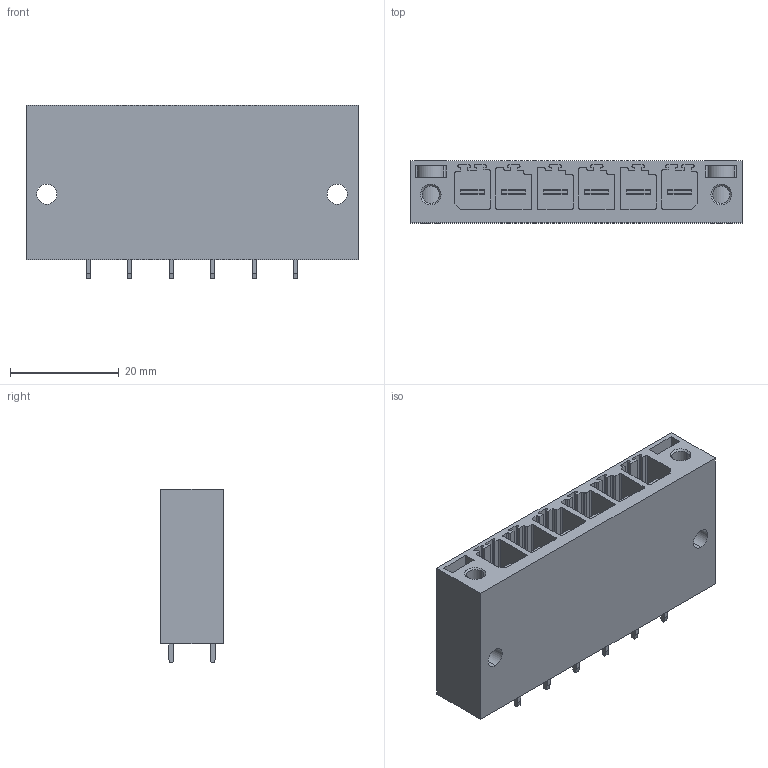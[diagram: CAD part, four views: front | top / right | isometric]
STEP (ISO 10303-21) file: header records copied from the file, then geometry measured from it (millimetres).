
FILE_DESCRIPTION(('CATIA V5 STEP Exchange','CAx-IF Rec.Pracs.--- Model Styling and Organization---1.2---2011-12-15'),'2;1');
FILE_NAME ('D1459413_0_1930750000_1930750000.stp','2018-11-29T04:01:06+00:00',('none'),('Weidmueller'),'CATIA Version 5-6 Release 2014','CATIA V5 STEP AP214','none');
FILE_SCHEMA(('AUTOMOTIVE_DESIGN { 1 0 10303 214 1 1 1 1 }'));
Length unit declared in the file: millimetre
Products named in the file (1): 1930750000
Bounding box: 60.96 x 11.4 x 31.8 mm (x, y, z)
Volume: 13559.8 mm3; surface area: 13201.5 mm2
Topology: 7 solids, 7 shells, 502 faces, 1436 edges, 952 vertices
Faces by surface type: plane 410, cylinder 88, cone 4
Entity records: 13121 total; most frequent: ORIENTED_EDGE 2872, CARTESIAN_POINT 2157, DIRECTION 1590, EDGE_CURVE 1190, VECTOR 1022, LINE 1022, VERTEX_POINT 766, EDGE_LOOP 542
